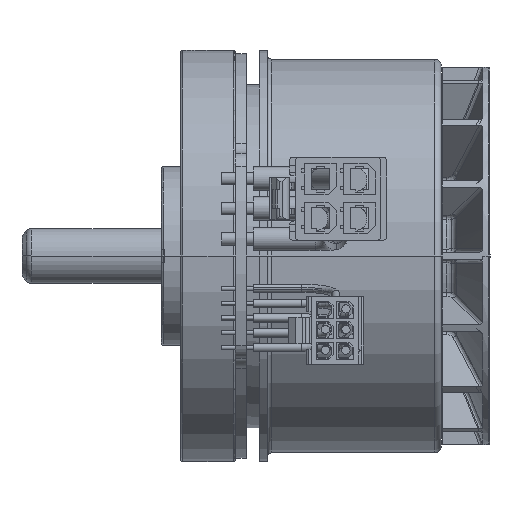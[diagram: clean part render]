
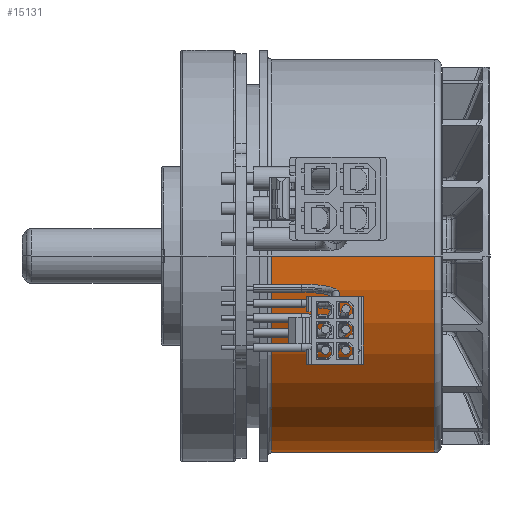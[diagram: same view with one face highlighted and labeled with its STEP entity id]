
A CAD part, front view. The second image highlights one B-rep face of the part: STEP entity #15131.
In plain terms, the highlighted cylindrical face has radius 28.7 mm (diameter 57.4 mm), a partial arc.
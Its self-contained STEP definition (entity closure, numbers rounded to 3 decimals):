
#590=CARTESIAN_POINT('',(60.1,0.,0.));
#591=DIRECTION('',(-1.,0.,0.));
#592=DIRECTION('',(0.,1.,0.));
#593=AXIS2_PLACEMENT_3D('',#590,#591,#592);
#598=DIRECTION('',(-1.,0.,0.));
#599=VECTOR('',#598,23.8);
#600=CARTESIAN_POINT('',(60.1,28.7,0.));
#601=LINE('',#600,#599);
#605=CARTESIAN_POINT('',(36.3,0.,0.));
#606=DIRECTION('',(1.,0.,0.));
#607=DIRECTION('',(0.,-1.,0.));
#608=AXIS2_PLACEMENT_3D('',#605,#606,#607);
#613=DIRECTION('',(-1.,0.,0.));
#614=VECTOR('',#613,23.8);
#615=CARTESIAN_POINT('',(60.1,-28.7,0.));
#616=LINE('',#615,#614);
#12471=CARTESIAN_POINT('',(60.1,28.7,0.));
#12472=CARTESIAN_POINT('',(60.1,-28.7,0.));
#12473=VERTEX_POINT('',#12471);
#12474=VERTEX_POINT('',#12472);
#12483=CARTESIAN_POINT('',(36.3,-28.7,0.));
#12484=CARTESIAN_POINT('',(36.3,28.7,0.));
#12485=VERTEX_POINT('',#12483);
#12486=VERTEX_POINT('',#12484);
#15117=CARTESIAN_POINT('',(-3.065,0.,0.));
#15118=DIRECTION('',(1.,0.,0.));
#15119=DIRECTION('',(0.,-1.,0.));
#15120=AXIS2_PLACEMENT_3D('',#15117,#15118,#15119);
#15121=CYLINDRICAL_SURFACE('',#15120,28.7);
#15122=ORIENTED_EDGE('',*,*,#15100,.F.);
#15124=ORIENTED_EDGE('',*,*,#15123,.T.);
#15126=ORIENTED_EDGE('',*,*,#15125,.F.);
#15128=ORIENTED_EDGE('',*,*,#15127,.F.);
#15129=EDGE_LOOP('',(#15122,#15124,#15126,#15128));
#15130=FACE_OUTER_BOUND('',#15129,.F.);
#15131=ADVANCED_FACE('',(#15130),#15121,.T.);
#594=CIRCLE('',#593,28.7);
#609=CIRCLE('',#608,28.7);
#15100=EDGE_CURVE('',#12473,#12474,#594,.T.);
#15123=EDGE_CURVE('',#12473,#12486,#601,.T.);
#15125=EDGE_CURVE('',#12485,#12486,#609,.T.);
#15127=EDGE_CURVE('',#12474,#12485,#616,.T.);
